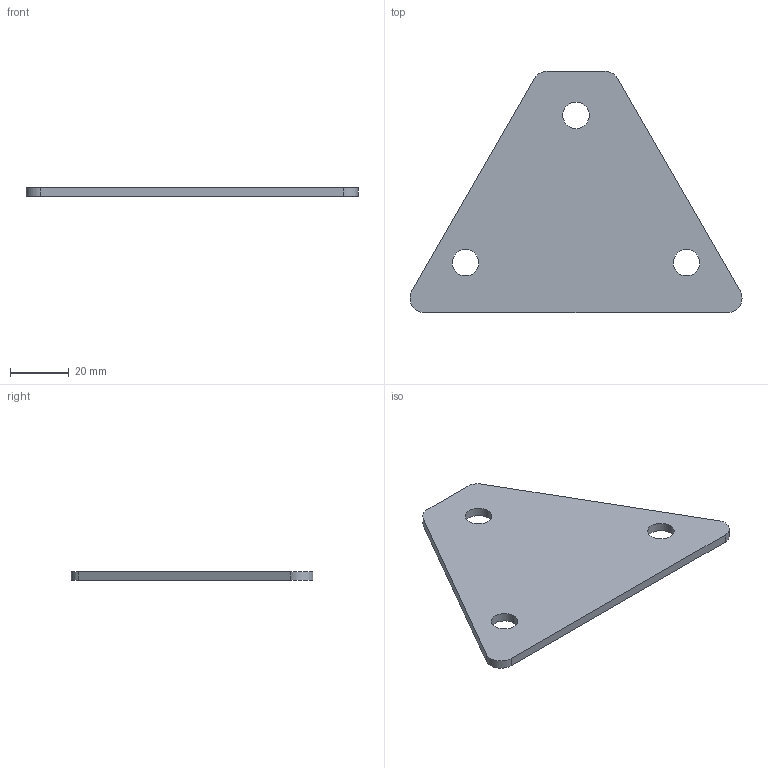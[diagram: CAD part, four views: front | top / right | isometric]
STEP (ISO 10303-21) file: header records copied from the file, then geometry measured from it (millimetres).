
FILE_DESCRIPTION(('Creo Elements/Direct Modeling STEP Export'),'2;1');
FILE_NAME('44.0180.13_Winkelplatte-MMS-44_3mm-chem-vernickelt.stp','2022-03-21T 8:57:16',(''),(''),'PTC Creo Elements/Direct Modeling STEP processor for AP214 (Solid Model)','PTC Creo Elements/Direct Modeling 19.0C 15-Aug-2015 (C) Parametric Technology GmbH','');
FILE_SCHEMA(('AUTOMOTIVE_DESIGN { 1 0 10303 214 1 1 1 1 }'));
Length unit declared in the file: millimetre
Products named in the file (2): Winkelplatte-MMS-44_3mm-chem-vernickelt_44.0180.13_PX173329
Assembly tree (1 placements, depth 2):
  Winkelplatte-MMS-44_3mm-chem-vernickelt_44.0180.13_PX173329
    Winkelplatte-MMS-44_3mm-chem-vernickelt_44.0180.13_PX173329
Bounding box: 112.68 x 82 x 3 mm (x, y, z)
Volume: 17190.3 mm3; surface area: 12674.4 mm2
Topology: 1 solids, 1 shells, 16 faces, 42 edges, 28 vertices
Faces by surface type: cylinder 10, plane 6
Entity records: 533 total; most frequent: DIRECTION 86, ORIENTED_EDGE 84, CARTESIAN_POINT 82, EDGE_CURVE 42, AXIS2_PLACEMENT_3D 32, VERTEX_POINT 28, EDGE_LOOP 22, VECTOR 22
